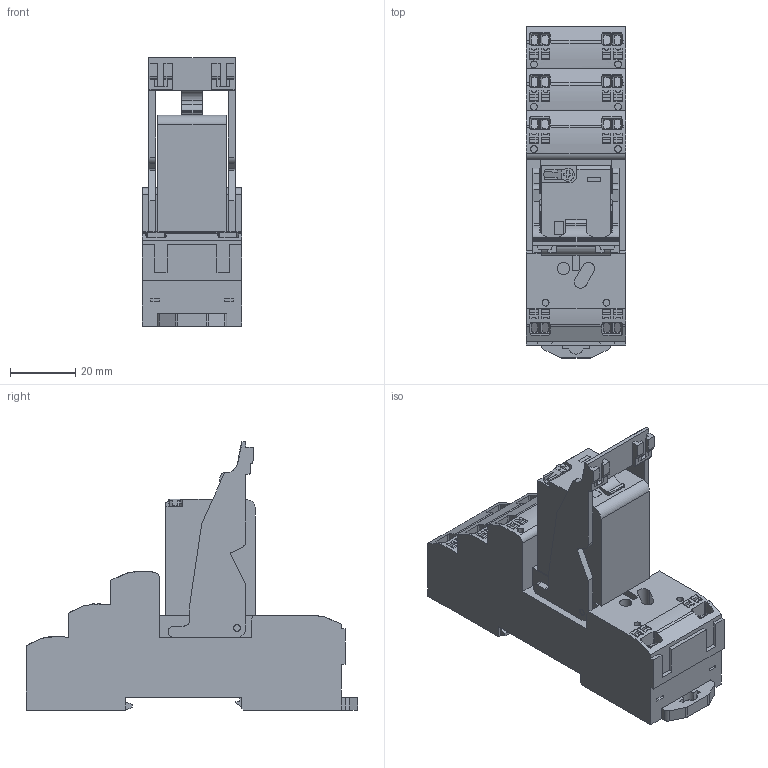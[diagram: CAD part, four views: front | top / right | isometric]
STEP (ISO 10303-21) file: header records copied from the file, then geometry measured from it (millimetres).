
FILE_DESCRIPTION(('CATIA V5R24 STEP','CAx-IF Rec.Pracs.--- Model Styling and Organization---1.2---2011-12-15'),'2;1');
FILE_NAME ('D1343359_1', '2018-10-02T12:55:59+00:00', ('Weidmueller Interface'), ('Weidmueller'), 'CATIA Version 5-6 Release 2014 SP4', 'CATIA V5 STEP AP214', 'none');
FILE_SCHEMA(('AUTOMOTIVE_DESIGN { 1 0 10303 214 1 1 1 1 }'));
Length unit declared in the file: millimetre
Products named in the file (1): S3D_DRMKITP_XXXAC_2CO_LD_PB
Bounding box: 30.6 x 101.8 x 82.3 mm (x, y, z)
Volume: 106959.3 mm3; surface area: 31142 mm2
Topology: 29 solids, 29 shells, 1284 faces, 3944 edges, 2762 vertices
Faces by surface type: plane 997, cylinder 247, extrusion 40
Entity records: 47568 total; most frequent: CARTESIAN_POINT 12313, ORIENTED_EDGE 7888, DIRECTION 5627, EDGE_CURVE 3944, VECTOR 2986, LINE 2946, VERTEX_POINT 2762, AXIS2_PLACEMENT_3D 1556
